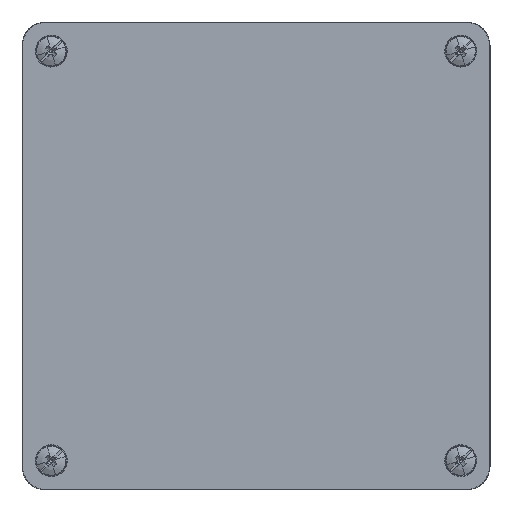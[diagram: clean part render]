
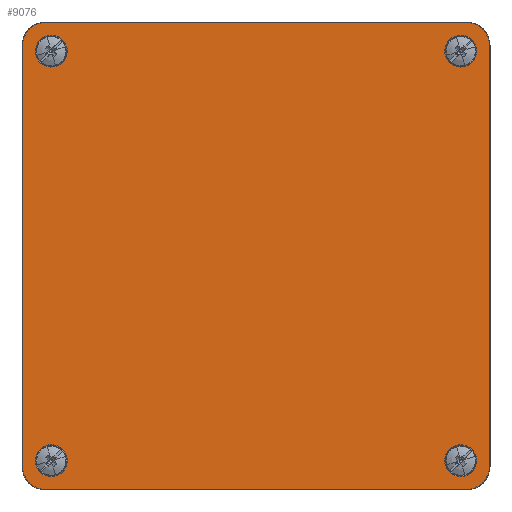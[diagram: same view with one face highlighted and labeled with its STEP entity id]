
A CAD part, top view. The second image highlights one B-rep face of the part: STEP entity #9076.
In plain terms, the highlighted planar face has unit normal (0, 0, 1).
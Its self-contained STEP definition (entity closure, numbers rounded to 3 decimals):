
#8036=AXIS2_PLACEMENT_3D('Circle Axis2P3D',#8034,#8035,$) ;
#8084=AXIS2_PLACEMENT_3D('Circle Axis2P3D',#8082,#8083,$) ;
#8132=AXIS2_PLACEMENT_3D('Circle Axis2P3D',#8130,#8131,$) ;
#8173=AXIS2_PLACEMENT_3D('Circle Axis2P3D',#8171,#8172,$) ;
#8992=AXIS2_PLACEMENT_3D('Plane Axis2P3D',#8989,#8990,#8991) ;
#9006=AXIS2_PLACEMENT_3D('Circle Axis2P3D',#9004,#9005,$) ;
#9015=AXIS2_PLACEMENT_3D('Circle Axis2P3D',#9013,#9014,$) ;
#9024=AXIS2_PLACEMENT_3D('Circle Axis2P3D',#9022,#9023,$) ;
#9033=AXIS2_PLACEMENT_3D('Circle Axis2P3D',#9031,#9032,$) ;
#9042=AXIS2_PLACEMENT_3D('Circle Axis2P3D',#9040,#9041,$) ;
#9051=AXIS2_PLACEMENT_3D('Circle Axis2P3D',#9049,#9050,$) ;
#9060=AXIS2_PLACEMENT_3D('Circle Axis2P3D',#9058,#9059,$) ;
#9069=AXIS2_PLACEMENT_3D('Circle Axis2P3D',#9067,#9068,$) ;
#7996=CARTESIAN_POINT('Line Origine',(159.825,80.,91.)) ;
#8000=CARTESIAN_POINT('Vertex',(159.825,8.,91.)) ;
#8002=CARTESIAN_POINT('Vertex',(159.825,152.,91.)) ;
#8031=CARTESIAN_POINT('Vertex',(152.,0.175,91.)) ;
#8034=CARTESIAN_POINT('Axis2P3D Location',(152.,8.,91.)) ;
#8051=CARTESIAN_POINT('Line Origine',(80.,0.175,91.)) ;
#8055=CARTESIAN_POINT('Vertex',(8.,0.175,91.)) ;
#8079=CARTESIAN_POINT('Vertex',(0.175,8.,91.)) ;
#8082=CARTESIAN_POINT('Axis2P3D Location',(8.,8.,91.)) ;
#8099=CARTESIAN_POINT('Line Origine',(0.175,80.,91.)) ;
#8103=CARTESIAN_POINT('Vertex',(0.175,152.,91.)) ;
#8127=CARTESIAN_POINT('Vertex',(8.,159.825,91.)) ;
#8130=CARTESIAN_POINT('Axis2P3D Location',(8.,152.,91.)) ;
#8147=CARTESIAN_POINT('Line Origine',(80.,159.825,91.)) ;
#8151=CARTESIAN_POINT('Vertex',(152.,159.825,91.)) ;
#8171=CARTESIAN_POINT('Axis2P3D Location',(152.,152.,91.)) ;
#8989=CARTESIAN_POINT('Axis2P3D Location',(80.,80.,91.)) ;
#9004=CARTESIAN_POINT('Axis2P3D Location',(150.,150.,91.)) ;
#9008=CARTESIAN_POINT('Vertex',(152.611,145.22,91.)) ;
#9010=CARTESIAN_POINT('Vertex',(147.389,154.78,91.)) ;
#9013=CARTESIAN_POINT('Axis2P3D Location',(150.,150.,91.)) ;
#9022=CARTESIAN_POINT('Axis2P3D Location',(10.,150.,91.)) ;
#9026=CARTESIAN_POINT('Vertex',(7.389,154.78,91.)) ;
#9028=CARTESIAN_POINT('Vertex',(12.611,145.22,91.)) ;
#9031=CARTESIAN_POINT('Axis2P3D Location',(10.,150.,91.)) ;
#9040=CARTESIAN_POINT('Axis2P3D Location',(150.,10.,91.)) ;
#9044=CARTESIAN_POINT('Vertex',(147.389,14.78,91.)) ;
#9046=CARTESIAN_POINT('Vertex',(152.611,5.22,91.)) ;
#9049=CARTESIAN_POINT('Axis2P3D Location',(150.,10.,91.)) ;
#9058=CARTESIAN_POINT('Axis2P3D Location',(10.,10.,91.)) ;
#9062=CARTESIAN_POINT('Vertex',(7.389,14.78,91.)) ;
#9064=CARTESIAN_POINT('Vertex',(12.611,5.22,91.)) ;
#9067=CARTESIAN_POINT('Axis2P3D Location',(10.,10.,91.)) ;
#7997=DIRECTION('Vector Direction',(0.,1.,0.)) ;
#8035=DIRECTION('Axis2P3D Direction',(0.,0.,-1.)) ;
#8052=DIRECTION('Vector Direction',(1.,0.,0.)) ;
#8083=DIRECTION('Axis2P3D Direction',(0.,0.,-1.)) ;
#8100=DIRECTION('Vector Direction',(0.,-1.,0.)) ;
#8131=DIRECTION('Axis2P3D Direction',(0.,0.,-1.)) ;
#8148=DIRECTION('Vector Direction',(-1.,0.,0.)) ;
#8172=DIRECTION('Axis2P3D Direction',(0.,0.,-1.)) ;
#8990=DIRECTION('Axis2P3D Direction',(0.,0.,-1.)) ;
#8991=DIRECTION('Axis2P3D XDirection',(-1.,0.,0.)) ;
#9005=DIRECTION('Axis2P3D Direction',(0.,0.,-1.)) ;
#9014=DIRECTION('Axis2P3D Direction',(0.,0.,-1.)) ;
#9023=DIRECTION('Axis2P3D Direction',(0.,0.,-1.)) ;
#9032=DIRECTION('Axis2P3D Direction',(0.,0.,-1.)) ;
#9041=DIRECTION('Axis2P3D Direction',(0.,0.,-1.)) ;
#9050=DIRECTION('Axis2P3D Direction',(0.,0.,-1.)) ;
#9059=DIRECTION('Axis2P3D Direction',(0.,0.,-1.)) ;
#9068=DIRECTION('Axis2P3D Direction',(0.,0.,-1.)) ;
#7998=VECTOR('Line Direction',#7997,1.) ;
#8053=VECTOR('Line Direction',#8052,1.) ;
#8101=VECTOR('Line Direction',#8100,1.) ;
#8149=VECTOR('Line Direction',#8148,1.) ;
#8995=ORIENTED_EDGE('',*,*,#8057,.T.) ;
#8996=ORIENTED_EDGE('',*,*,#8038,.T.) ;
#8997=ORIENTED_EDGE('',*,*,#8004,.T.) ;
#8998=ORIENTED_EDGE('',*,*,#8175,.T.) ;
#8999=ORIENTED_EDGE('',*,*,#8153,.T.) ;
#9000=ORIENTED_EDGE('',*,*,#8134,.T.) ;
#9001=ORIENTED_EDGE('',*,*,#8105,.T.) ;
#9002=ORIENTED_EDGE('',*,*,#8086,.T.) ;
#9019=ORIENTED_EDGE('',*,*,#9012,.T.) ;
#9020=ORIENTED_EDGE('',*,*,#9017,.T.) ;
#9037=ORIENTED_EDGE('',*,*,#9030,.T.) ;
#9038=ORIENTED_EDGE('',*,*,#9035,.T.) ;
#9055=ORIENTED_EDGE('',*,*,#9048,.T.) ;
#9056=ORIENTED_EDGE('',*,*,#9053,.T.) ;
#9073=ORIENTED_EDGE('',*,*,#9066,.T.) ;
#9074=ORIENTED_EDGE('',*,*,#9071,.T.) ;
#9021=FACE_BOUND('',#9018,.T.) ;
#9039=FACE_BOUND('',#9036,.T.) ;
#9057=FACE_BOUND('',#9054,.T.) ;
#9075=FACE_BOUND('',#9072,.T.) ;
#9076=ADVANCED_FACE('Cover',(#9003,#9021,#9039,#9057,#9075),#8993,.F.) ;
#8037=CIRCLE('generated circle',#8036,7.825) ;
#8085=CIRCLE('generated circle',#8084,7.825) ;
#8133=CIRCLE('generated circle',#8132,7.825) ;
#8174=CIRCLE('generated circle',#8173,7.825) ;
#9007=CIRCLE('generated circle',#9006,5.447) ;
#9016=CIRCLE('generated circle',#9015,5.447) ;
#9025=CIRCLE('generated circle',#9024,5.447) ;
#9034=CIRCLE('generated circle',#9033,5.447) ;
#9043=CIRCLE('generated circle',#9042,5.447) ;
#9052=CIRCLE('generated circle',#9051,5.447) ;
#9061=CIRCLE('generated circle',#9060,5.447) ;
#9070=CIRCLE('generated circle',#9069,5.447) ;
#8004=EDGE_CURVE('',#8001,#8003,#7999,.T.) ;
#8038=EDGE_CURVE('',#8032,#8001,#8037,.F.) ;
#8057=EDGE_CURVE('',#8056,#8032,#8054,.T.) ;
#8086=EDGE_CURVE('',#8080,#8056,#8085,.F.) ;
#8105=EDGE_CURVE('',#8104,#8080,#8102,.T.) ;
#8134=EDGE_CURVE('',#8128,#8104,#8133,.F.) ;
#8153=EDGE_CURVE('',#8152,#8128,#8150,.T.) ;
#8175=EDGE_CURVE('',#8003,#8152,#8174,.F.) ;
#9012=EDGE_CURVE('',#9009,#9011,#9007,.T.) ;
#9017=EDGE_CURVE('',#9011,#9009,#9016,.T.) ;
#9030=EDGE_CURVE('',#9027,#9029,#9025,.T.) ;
#9035=EDGE_CURVE('',#9029,#9027,#9034,.T.) ;
#9048=EDGE_CURVE('',#9045,#9047,#9043,.T.) ;
#9053=EDGE_CURVE('',#9047,#9045,#9052,.T.) ;
#9066=EDGE_CURVE('',#9063,#9065,#9061,.T.) ;
#9071=EDGE_CURVE('',#9065,#9063,#9070,.T.) ;
#8994=EDGE_LOOP('',(#8995,#8996,#8997,#8998,#8999,#9000,#9001,#9002)) ;
#9018=EDGE_LOOP('',(#9019,#9020)) ;
#9036=EDGE_LOOP('',(#9037,#9038)) ;
#9054=EDGE_LOOP('',(#9055,#9056)) ;
#9072=EDGE_LOOP('',(#9073,#9074)) ;
#9003=FACE_OUTER_BOUND('',#8994,.T.) ;
#7999=LINE('Line',#7996,#7998) ;
#8054=LINE('Line',#8051,#8053) ;
#8102=LINE('Line',#8099,#8101) ;
#8150=LINE('Line',#8147,#8149) ;
#8993=PLANE('',#8992) ;
#8001=VERTEX_POINT('',#8000) ;
#8003=VERTEX_POINT('',#8002) ;
#8032=VERTEX_POINT('',#8031) ;
#8056=VERTEX_POINT('',#8055) ;
#8080=VERTEX_POINT('',#8079) ;
#8104=VERTEX_POINT('',#8103) ;
#8128=VERTEX_POINT('',#8127) ;
#8152=VERTEX_POINT('',#8151) ;
#9009=VERTEX_POINT('',#9008) ;
#9011=VERTEX_POINT('',#9010) ;
#9027=VERTEX_POINT('',#9026) ;
#9029=VERTEX_POINT('',#9028) ;
#9045=VERTEX_POINT('',#9044) ;
#9047=VERTEX_POINT('',#9046) ;
#9063=VERTEX_POINT('',#9062) ;
#9065=VERTEX_POINT('',#9064) ;
